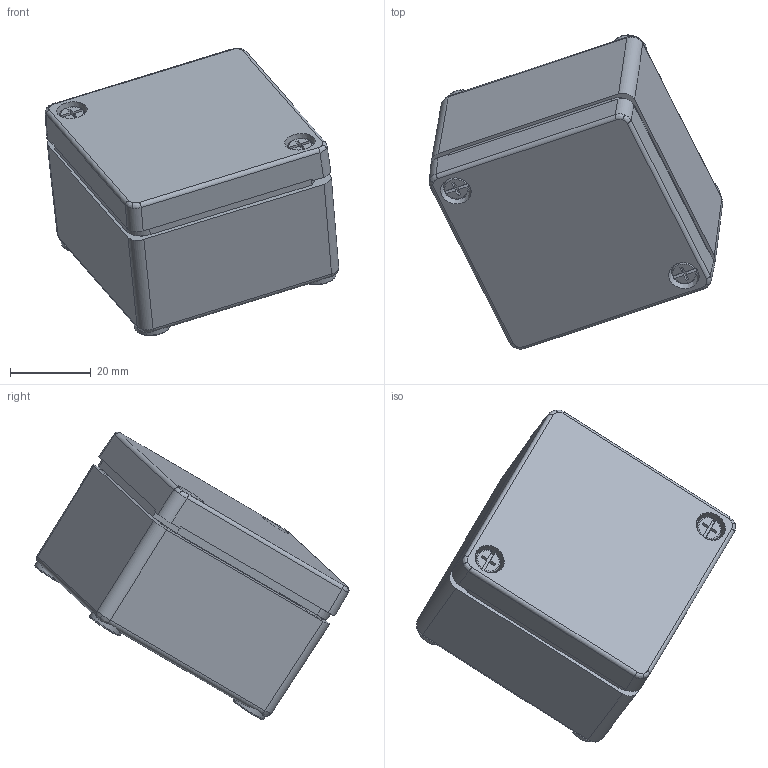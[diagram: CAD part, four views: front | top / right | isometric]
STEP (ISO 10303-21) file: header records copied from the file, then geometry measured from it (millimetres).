
FILE_DESCRIPTION(/* description */ ('Polyester-Gehäuse 55x55x37mm'),/* implementation_level */ '2;1');
FILE_NAME(/* name */ '07060604010-RST.stp',/* time_stamp */ '2021-09-02T14:12:38+02:00',/* author */ ('sl'),/* organization */ (''),/* preprocessor_version */ 'ST-DEVELOPER v16.5',/* originating_system */ 'Autodesk Inventor 2017',/* authorisation */ '');
FILE_SCHEMA (('AUTOMOTIVE_DESIGN { 1 0 10303 214 3 1 1 }'));
Length unit declared in the file: millimetre
Products named in the file (8): 07_060604_010; 07_060604_010_1; 07_060604_010_2; Unterteil-Polyester-Gehäuse-01-BG-0002-07_060604_0
10; 86223; 21030-Unterteil; 86220; 07_060604_010_3
Assembly tree (10 placements, depth 3):
  07_060604_010
    07_060604_010_1
    07_060604_010_2
    07_060604_010_3  x2
    Unterteil-Polyester-Gehäuse-01-BG-0002-07_060604_0
10
      86220  x2
      86223  x2
      21030-Unterteil
Bounding box: 72.72 x 77.85 x 71.22 mm (x, y, z)
Volume: 59168.2 mm3; surface area: 33664.7 mm2
Topology: 9 solids, 9 shells, 412 faces, 986 edges, 598 vertices
Faces by surface type: plane 162, cylinder 100, bspline 54, cone 54, torus 42
Full cylindrical faces by diameter (mm): 2.5 x4, 3.3 x2, 3.5 x2, 3.52 x2, 3.8 x2, 4 x2, 5 x2, 5.5 x2
Entity records: 10778 total; most frequent: CARTESIAN_POINT 3314, DIRECTION 1516, ORIENTED_EDGE 1476, EDGE_CURVE 738, AXIS2_PLACEMENT_3D 604, VERTEX_POINT 466, EDGE_LOOP 412, FACE_OUTER_BOUND 342
